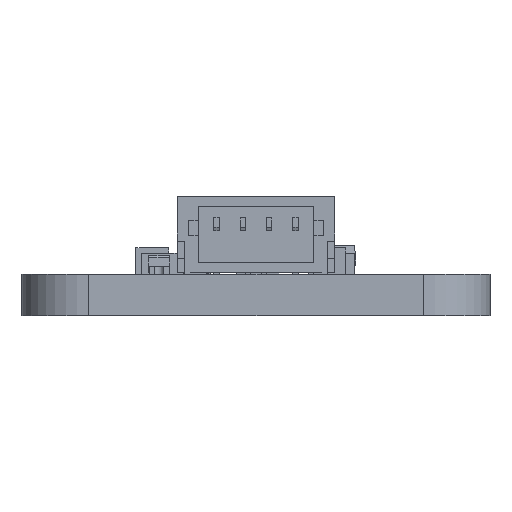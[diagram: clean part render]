
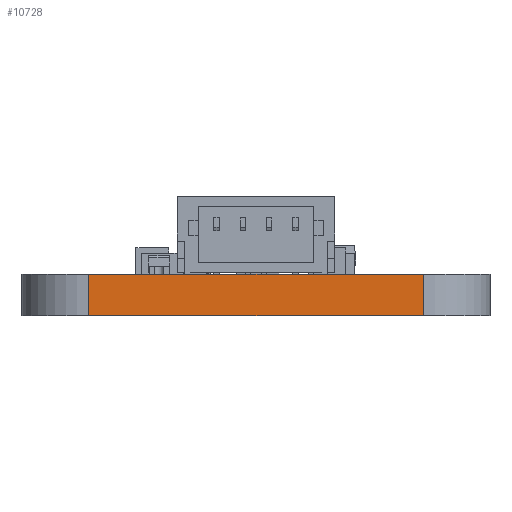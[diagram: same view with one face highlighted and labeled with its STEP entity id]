
A CAD part, left-side view. The second image highlights one B-rep face of the part: STEP entity #10728.
In plain terms, the highlighted planar face has unit normal (-1, 0, 0).
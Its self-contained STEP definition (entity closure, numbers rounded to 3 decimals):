
#181=PLANE('',#11485);
#674=FACE_OUTER_BOUND('',#1243,.T.);
#1243=EDGE_LOOP('',(#7354,#7355,#7356,#7357));
#1892=LINE('',#15352,#3201);
#1893=LINE('',#15355,#3202);
#1894=LINE('',#15357,#3203);
#1895=LINE('',#15358,#3204);
#3201=VECTOR('',#12459,10.);
#3202=VECTOR('',#12462,10.);
#3203=VECTOR('',#12463,10.);
#3204=VECTOR('',#12464,10.);
#4743=VERTEX_POINT('',#15348);
#4744=VERTEX_POINT('',#15350);
#4745=VERTEX_POINT('',#15354);
#4746=VERTEX_POINT('',#15356);
#5786=EDGE_CURVE('',#4743,#4744,#1892,.T.);
#5787=EDGE_CURVE('',#4745,#4743,#1893,.T.);
#5788=EDGE_CURVE('',#4746,#4744,#1894,.T.);
#5789=EDGE_CURVE('',#4745,#4746,#1895,.T.);
#7354=ORIENTED_EDGE('',*,*,#5787,.T.);
#7355=ORIENTED_EDGE('',*,*,#5786,.T.);
#7356=ORIENTED_EDGE('',*,*,#5788,.F.);
#7357=ORIENTED_EDGE('',*,*,#5789,.F.);
#10728=ADVANCED_FACE('',(#674),#181,.T.);
#11485=AXIS2_PLACEMENT_3D('',#15353,#12460,#12461);
#12459=DIRECTION('',(0.,0.,1.));
#12460=DIRECTION('center_axis',(-1.,0.,0.));
#12461=DIRECTION('ref_axis',(0.,-1.,0.));
#12462=DIRECTION('',(0.,-1.,0.));
#12463=DIRECTION('',(0.,-1.,0.));
#12464=DIRECTION('',(0.,0.,1.));
#15348=CARTESIAN_POINT('',(0.,2.54,0.));
#15350=CARTESIAN_POINT('',(0.,2.54,1.57));
#15352=CARTESIAN_POINT('',(0.,2.54,0.));
#15353=CARTESIAN_POINT('Origin',(0.,15.24,0.));
#15354=CARTESIAN_POINT('',(0.,15.24,0.));
#15355=CARTESIAN_POINT('',(0.,15.24,0.));
#15356=CARTESIAN_POINT('',(0.,15.24,1.57));
#15357=CARTESIAN_POINT('',(0.,15.24,1.57));
#15358=CARTESIAN_POINT('',(0.,15.24,0.));
